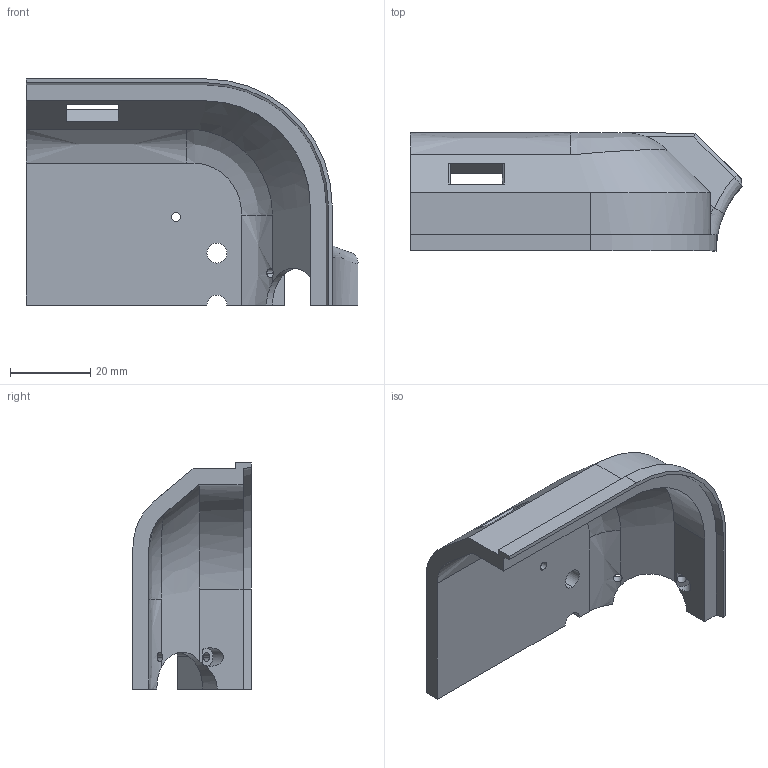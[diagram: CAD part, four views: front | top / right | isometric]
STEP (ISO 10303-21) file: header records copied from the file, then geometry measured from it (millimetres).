
FILE_DESCRIPTION (( 'STEP AP203' ), '1' );
FILE_NAME ('Body_Top_1.STEP', '2024-10-28T17:08:47', ( '' ), ( '' ), 'SwSTEP 2.0', 'SolidWorks 2023', '' );
FILE_SCHEMA (( 'CONFIG_CONTROL_DESIGN' ));
Length unit declared in the file: millimetre
Products named in the file (1): Body_Top_1
Bounding box: 82.95 x 29.5 x 56.5 mm (x, y, z)
Volume: 23077.1 mm3; surface area: 13510.1 mm2
Topology: 1 solids, 1 shells, 66 faces, 194 edges, 129 vertices
Faces by surface type: plane 33, cylinder 17, bspline 12, cone 3, torus 1
Entity records: 3670 total; most frequent: CARTESIAN_POINT 1944, ORIENTED_EDGE 388, DIRECTION 284, EDGE_CURVE 194, VERTEX_POINT 129, AXIS2_PLACEMENT_3D 95, VECTOR 94, LINE 94
